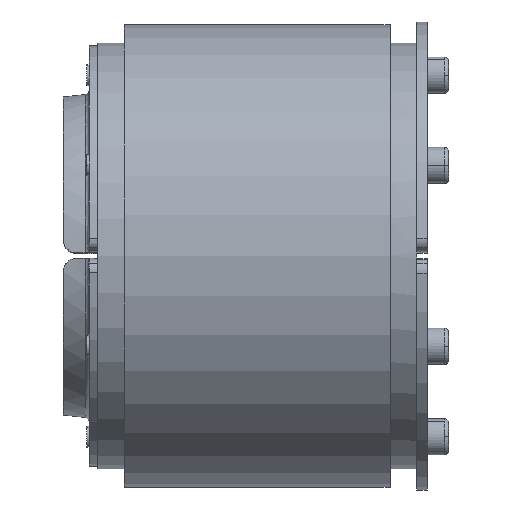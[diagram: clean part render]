
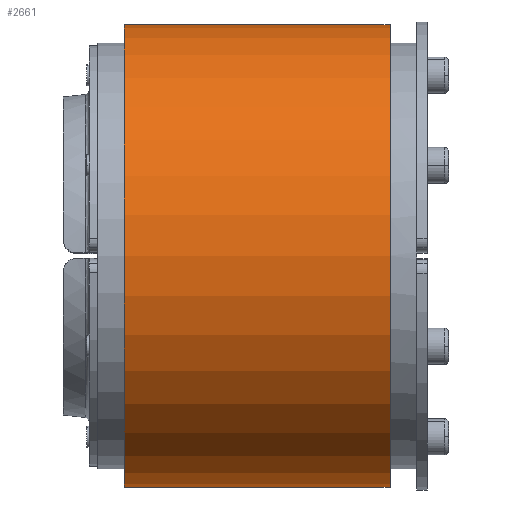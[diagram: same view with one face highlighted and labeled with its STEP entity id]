
A CAD part, top view. The second image highlights one B-rep face of the part: STEP entity #2661.
In plain terms, the highlighted cylindrical face has radius 54.4 mm (diameter 108.8 mm), a partial arc.
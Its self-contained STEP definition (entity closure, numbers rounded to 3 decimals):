
#2415=CARTESIAN_POINT('',(-31.25,-54.4,0.));
#2416=VERTEX_POINT('',#2415);
#2417=CARTESIAN_POINT('',(31.25,-54.4,0.));
#2418=VERTEX_POINT('',#2417);
#2419=CARTESIAN_POINT('',(-31.25,-54.4,0.));
#2420=DIRECTION('',(1.0,0.0,0.0));
#2421=VECTOR('',#2420,62.5);
#2422=LINE('',#2419,#2421);
#2423=EDGE_CURVE('',#2416,#2418,#2422,.T.);
#2425=CARTESIAN_POINT('',(-31.25,54.4,0.));
#2426=VERTEX_POINT('',#2425);
#2434=CARTESIAN_POINT('',(31.25,54.4,0.));
#2435=VERTEX_POINT('',#2434);
#2436=CARTESIAN_POINT('',(31.25,54.4,0.));
#2437=DIRECTION('',(-1.0,0.0,0.0));
#2438=VECTOR('',#2437,62.5);
#2439=LINE('',#2436,#2438);
#2440=EDGE_CURVE('',#2435,#2426,#2439,.T.);
#2629=CARTESIAN_POINT('',(-31.25,0.0,0.0));
#2630=DIRECTION('',(1.0,0.0,0.0));
#2631=DIRECTION('',(0.0,-1.0,0.0));
#2632=AXIS2_PLACEMENT_3D('',#2629,#2630,#2631);
#2633=CIRCLE('',#2632,54.4);
#2634=EDGE_CURVE('',#2426,#2416,#2633,.T.);
#2644=CARTESIAN_POINT('',(0.0,0.0,0.0));
#2645=DIRECTION('',(1.0,0.0,0.0));
#2646=DIRECTION('',(0.0,-1.0,0.0));
#2647=AXIS2_PLACEMENT_3D('',#2644,#2645,#2646);
#2648=CYLINDRICAL_SURFACE('',#2647,54.4);
#2649=ORIENTED_EDGE('',*,*,#2423,.T.);
#2650=CARTESIAN_POINT('',(31.25,0.0,0.0));
#2651=DIRECTION('',(-1.0,0.0,0.0));
#2652=DIRECTION('',(0.0,-1.0,0.0));
#2653=AXIS2_PLACEMENT_3D('',#2650,#2651,#2652);
#2654=CIRCLE('',#2653,54.4);
#2655=EDGE_CURVE('',#2418,#2435,#2654,.T.);
#2656=ORIENTED_EDGE('',*,*,#2655,.T.);
#2657=ORIENTED_EDGE('',*,*,#2440,.T.);
#2658=ORIENTED_EDGE('',*,*,#2634,.T.);
#2659=EDGE_LOOP('',(#2649,#2656,#2657,#2658));
#2660=FACE_OUTER_BOUND('',#2659,.T.);
#2661=ADVANCED_FACE('',(#2660),#2648,.T.);
